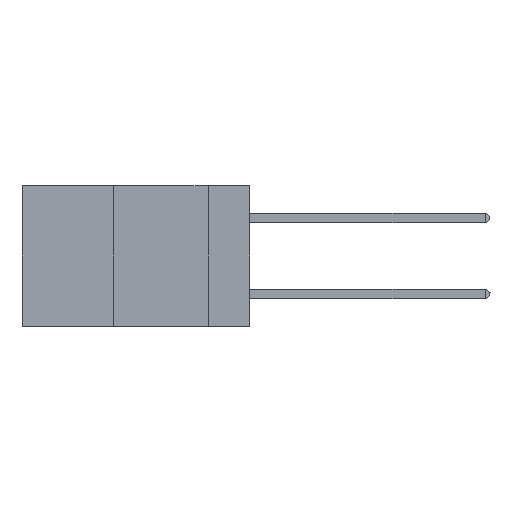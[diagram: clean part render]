
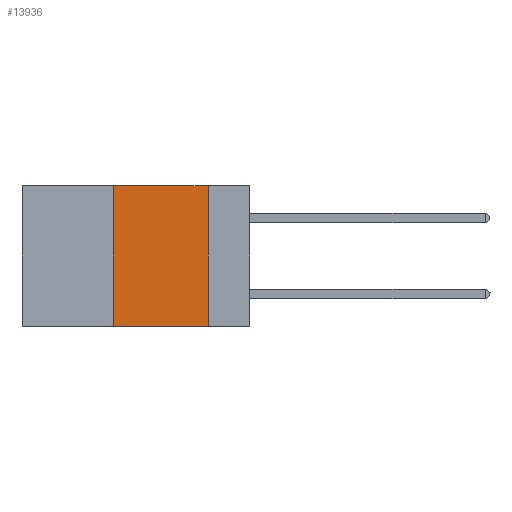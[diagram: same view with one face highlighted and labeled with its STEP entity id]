
A CAD part, left-side view. The second image highlights one B-rep face of the part: STEP entity #13936.
In plain terms, the highlighted planar face has unit normal (-1, 0, 0).
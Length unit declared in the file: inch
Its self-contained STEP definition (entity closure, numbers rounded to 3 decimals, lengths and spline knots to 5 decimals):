
#105 = LINE ( 'NONE', #9360, #19660 ) ;
#144 = VERTEX_POINT ( 'NONE', #8780 ) ;
#1104 = DIRECTION ( 'NONE',  ( 1., 0., 0. ) ) ;
#2373 = CARTESIAN_POINT ( 'NONE',  ( 0., 0.11, 0. ) ) ;
#2993 = FACE_OUTER_BOUND ( 'NONE', #10549, .T. ) ;
#3104 = VERTEX_POINT ( 'NONE', #5499 ) ;
#3589 = CARTESIAN_POINT ( 'NONE',  ( 0., 0.36, 0. ) ) ;
#5499 = CARTESIAN_POINT ( 'NONE',  ( 0., 0.11, 0. ) ) ;
#6302 = ORIENTED_EDGE ( 'NONE', *, *, #39118, .T. ) ;
#6549 = DIRECTION ( 'NONE',  ( 0., 0., 1. ) ) ;
#7834 = VERTEX_POINT ( 'NONE', #10231 ) ;
#8114 = CARTESIAN_POINT ( 'NONE',  ( 0., 0.36, 0. ) ) ;
#8780 = CARTESIAN_POINT ( 'NONE',  ( 0., 0.11, -0.37 ) ) ;
#9360 = CARTESIAN_POINT ( 'NONE',  ( 0., 0.6, -0.37 ) ) ;
#10231 = CARTESIAN_POINT ( 'NONE',  ( 0., 0.36, -0.37 ) ) ;
#10549 = EDGE_LOOP ( 'NONE', ( #28972, #20395, #20327, #6302 ) ) ;
#10651 = VERTEX_POINT ( 'NONE', #3589 ) ;
#10788 = DIRECTION ( 'NONE',  ( 0., 0., -1. ) ) ;
#11764 = DIRECTION ( 'NONE',  ( 0., 0., -1. ) ) ;
#13936 = ADVANCED_FACE ( 'NONE', ( #2993 ), #30573, .F. ) ;
#14943 = EDGE_CURVE ( 'NONE', #10651, #3104, #37556, .T. ) ;
#16494 = VECTOR ( 'NONE', #6549, 39.37008 ) ;
#19660 = VECTOR ( 'NONE', #37994, 39.37008 ) ;
#20327 = ORIENTED_EDGE ( 'NONE', *, *, #26888, .F. ) ;
#20395 = ORIENTED_EDGE ( 'NONE', *, *, #14943, .F. ) ;
#20454 = CARTESIAN_POINT ( 'NONE',  ( 0., 0.6, 0. ) ) ;
#20935 = DIRECTION ( 'NONE',  ( 0., -1., 0. ) ) ;
#22492 = CARTESIAN_POINT ( 'NONE',  ( 0., 0.6, 0. ) ) ;
#25459 = AXIS2_PLACEMENT_3D ( 'NONE', #20454, #1104, #10788 ) ;
#25934 = VECTOR ( 'NONE', #20935, 39.37008 ) ;
#26888 = EDGE_CURVE ( 'NONE', #7834, #10651, #28605, .T. ) ;
#27018 = EDGE_CURVE ( 'NONE', #3104, #144, #28108, .T. ) ;
#28108 = LINE ( 'NONE', #2373, #41157 ) ;
#28605 = LINE ( 'NONE', #8114, #16494 ) ;
#28972 = ORIENTED_EDGE ( 'NONE', *, *, #27018, .F. ) ;
#30573 = PLANE ( 'NONE',  #25459 ) ;
#37556 = LINE ( 'NONE', #22492, #25934 ) ;
#37994 = DIRECTION ( 'NONE',  ( 0., -1., 0. ) ) ;
#39118 = EDGE_CURVE ( 'NONE', #7834, #144, #105, .T. ) ;
#41157 = VECTOR ( 'NONE', #11764, 39.37008 ) ;
